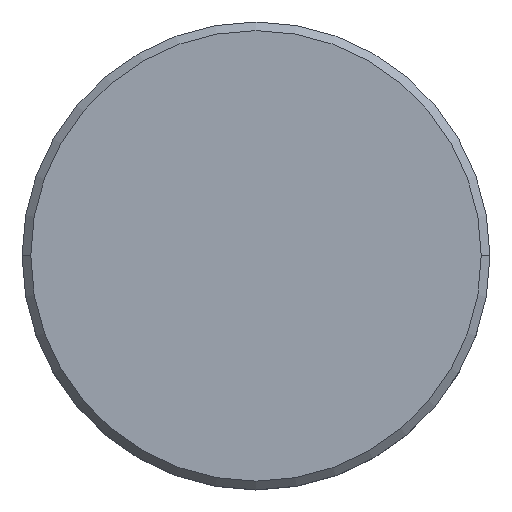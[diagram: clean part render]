
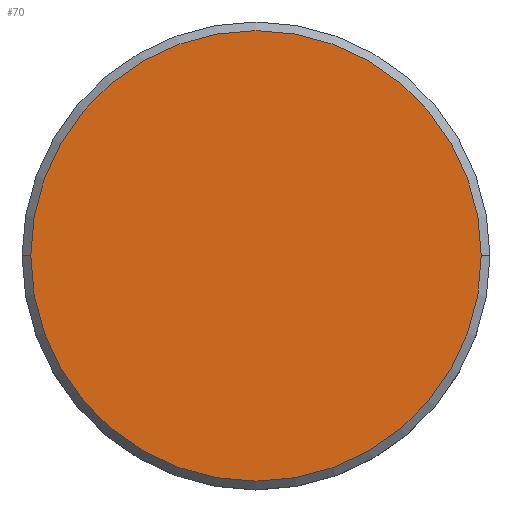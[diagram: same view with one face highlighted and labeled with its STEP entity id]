
A CAD part, top view. The second image highlights one B-rep face of the part: STEP entity #70.
In plain terms, the highlighted planar face has unit normal (0, 0, 1).
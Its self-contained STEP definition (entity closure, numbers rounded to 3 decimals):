
#50 = VERTEX_POINT ( 'NONE', #200 ) ;
#70 = ADVANCED_FACE ( 'NONE', ( #210 ), #122, .T. ) ;
#122 = PLANE ( 'NONE',  #183 ) ;
#170 = CARTESIAN_POINT ( 'NONE',  ( 0., 0., 0. ) ) ;
#183 = AXIS2_PLACEMENT_3D ( 'NONE', #467, #710, #266 ) ;
#200 = CARTESIAN_POINT ( 'NONE',  ( 13., 0., 0. ) ) ;
#202 = DIRECTION ( 'NONE',  ( 1., 0., 0. ) ) ;
#210 = FACE_OUTER_BOUND ( 'NONE', #744, .T. ) ;
#248 = AXIS2_PLACEMENT_3D ( 'NONE', #170, #884, #800 ) ;
#266 = DIRECTION ( 'NONE',  ( 1., 0., 0. ) ) ;
#382 = DIRECTION ( 'NONE',  ( 0., 0., 1. ) ) ;
#396 = CIRCLE ( 'NONE', #248, 13. ) ;
#439 = AXIS2_PLACEMENT_3D ( 'NONE', #547, #382, #202 ) ;
#448 = EDGE_CURVE ( 'NONE', #599, #50, #396, .T. ) ;
#467 = CARTESIAN_POINT ( 'NONE',  ( 0., 0., 0. ) ) ;
#547 = CARTESIAN_POINT ( 'NONE',  ( 0., 0., 0. ) ) ;
#599 = VERTEX_POINT ( 'NONE', #625 ) ;
#625 = CARTESIAN_POINT ( 'NONE',  ( -13., 0., 0. ) ) ;
#648 = EDGE_CURVE ( 'NONE', #50, #599, #651, .T. ) ;
#651 = CIRCLE ( 'NONE', #439, 13. ) ;
#680 = ORIENTED_EDGE ( 'NONE', *, *, #648, .T. ) ;
#710 = DIRECTION ( 'NONE',  ( 0., 0., 1. ) ) ;
#744 = EDGE_LOOP ( 'NONE', ( #842, #680 ) ) ;
#800 = DIRECTION ( 'NONE',  ( 1., 0., 0. ) ) ;
#842 = ORIENTED_EDGE ( 'NONE', *, *, #448, .T. ) ;
#884 = DIRECTION ( 'NONE',  ( 0., 0., 1. ) ) ;
